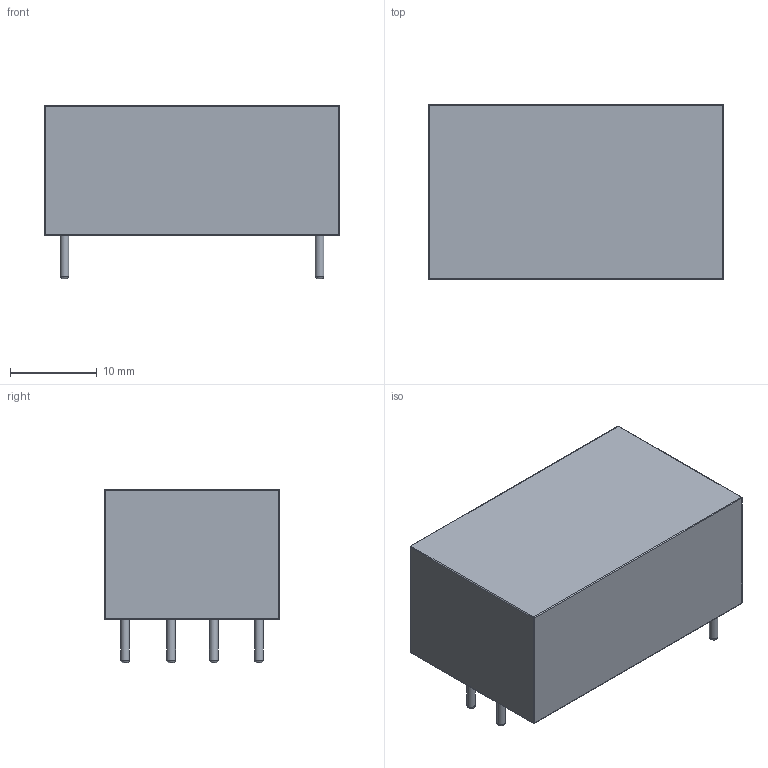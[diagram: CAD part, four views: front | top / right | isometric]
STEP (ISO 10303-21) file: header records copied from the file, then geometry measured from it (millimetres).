
FILE_DESCRIPTION(('FreeCAD Model'),'2;1');
FILE_NAME('Untitled.step', '2017-01-31T00:58:38',('Author'),(''), 'Open CASCADE STEP processor 6.8','FreeCAD','Unknown');
FILE_SCHEMA(('AUTOMOTIVE_DESIGN_CC2 { 1 2 10303 214 -1 1 5 4 }'));
Length unit declared in the file: millimetre
Products named in the file (2): ASSEMBLY; Fusion
Assembly tree (1 placements, depth 2):
  ASSEMBLY
    Fusion
Bounding box: 34 x 20.2 x 20 mm (x, y, z)
Volume: 10316.9 mm3; surface area: 3048.8 mm2
Topology: 1 solids, 1 shells, 38 faces, 76 edges, 36 vertices
Faces by surface type: cylinder 16, plane 10, sphere 8, revolution 4
Full cylindrical faces by diameter (mm): 1 x4
Entity records: 2077 total; most frequent: CARTESIAN_POINT 348, DIRECTION 280, ORIENTED_EDGE 136, PCURVE 136, DEFINITIONAL_REPRESENTATION 136, LINE 116, VECTOR 116, AXIS2_PLACEMENT_3D 76
